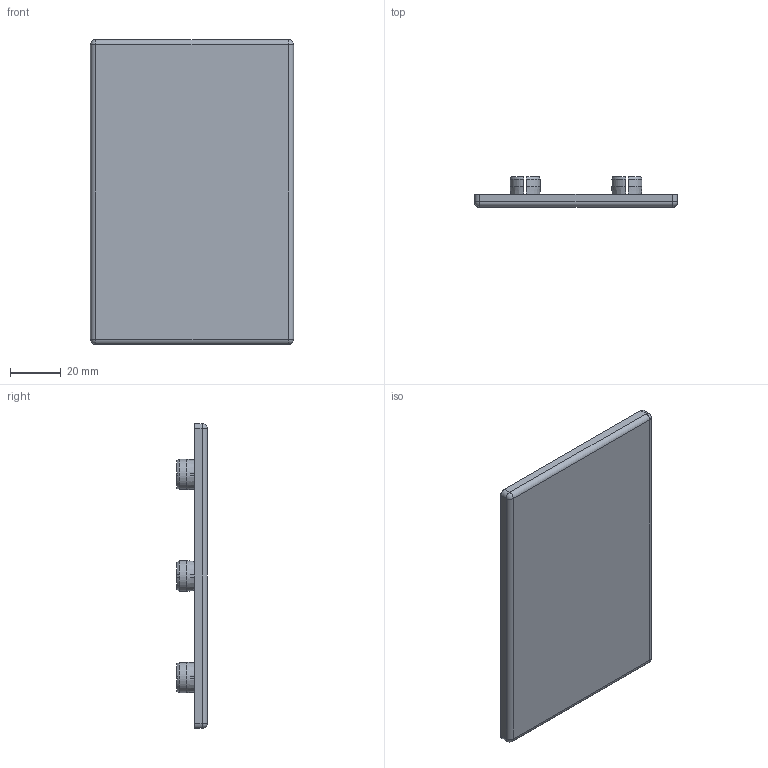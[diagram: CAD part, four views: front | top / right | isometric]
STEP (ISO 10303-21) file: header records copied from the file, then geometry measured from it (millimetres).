
FILE_DESCRIPTION (( 'STEP AP203' ), '1' );
FILE_NAME ('4.11.40.80120.STEP', '2014-06-25T03:08:52', ( 'USER' ), ( 'Microsoft' ), 'SwSTEP 2.0', 'SolidWorks 2012', '' );
FILE_SCHEMA (( 'CONFIG_CONTROL_DESIGN' ));
Length unit declared in the file: millimetre
Products named in the file (1): 4.11.40.80120
Bounding box: 80 x 12 x 120 mm (x, y, z)
Volume: 32124.1 mm3; surface area: 25353 mm2
Topology: 1 solids, 1 shells, 179 faces, 466 edges, 304 vertices
Faces by surface type: plane 89, cylinder 50, cone 36, sphere 4
Entity records: 5737 total; most frequent: CARTESIAN_POINT 1324, ORIENTED_EDGE 924, DIRECTION 874, EDGE_CURVE 462, AXIS2_PLACEMENT_3D 322, VERTEX_POINT 304, VECTOR 230, LINE 230
